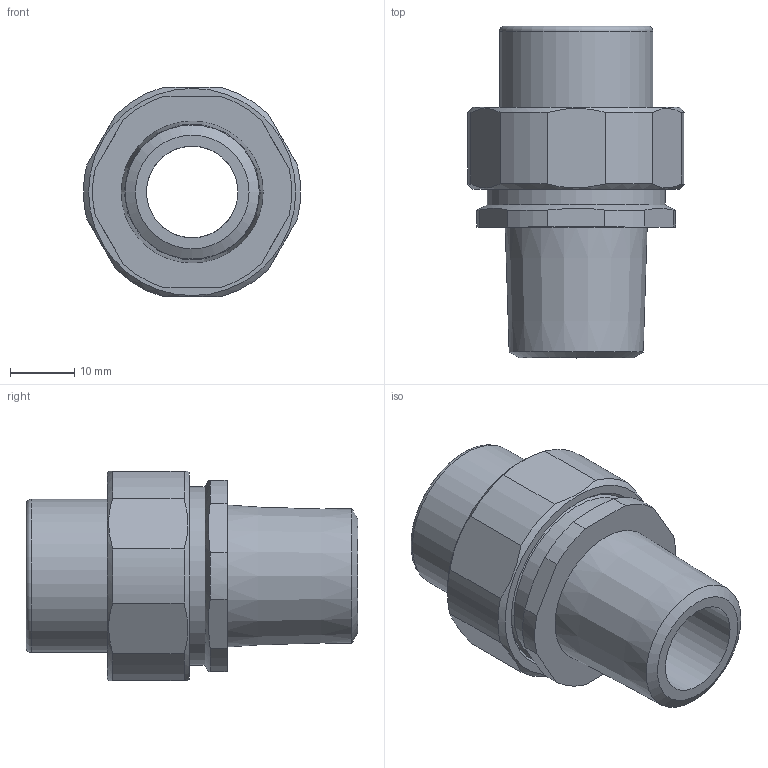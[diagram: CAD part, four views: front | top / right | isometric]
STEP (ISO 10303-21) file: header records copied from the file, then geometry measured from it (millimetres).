
FILE_DESCRIPTION(/* description */ (''),/* implementation_level */ '2;1');
FILE_NAME(/* name */ 'KIL_UNY50.stp',/* time_stamp */ '2021-02-18T15:46:37-06:00',/* author */ ('nsantoro'),/* organization */ (''),/* preprocessor_version */ 'ST-DEVELOPER v18',/* originating_system */ 'Autodesk Inventor 2020',/* authorisation */ '');
FILE_SCHEMA (('AUTOMOTIVE_DESIGN { 1 0 10303 214 3 1 1 }'));
Length unit declared in the file: inch
Products named in the file (1): UNY50_Shrinkwrap_1
Bounding box: 33.72 x 51.56 x 32.54 mm (x, y, z)
Volume: 19186.8 mm3; surface area: 11433.1 mm2
Topology: 3 solids, 3 shells, 53 faces, 152 edges, 106 vertices
Faces by surface type: cylinder 20, plane 19, cone 13, torus 1
Full cylindrical faces by diameter (mm): 14.224 x2, 23.876 x1, 24.13 x1, 27.686 x1, 28.448 x1, 28.702 x1, 29.464 x1
Entity records: 1889 total; most frequent: CARTESIAN_POINT 348, DIRECTION 325, ORIENTED_EDGE 304, EDGE_CURVE 152, AXIS2_PLACEMENT_3D 137, VERTEX_POINT 106, CIRCLE 83, EDGE_LOOP 60
